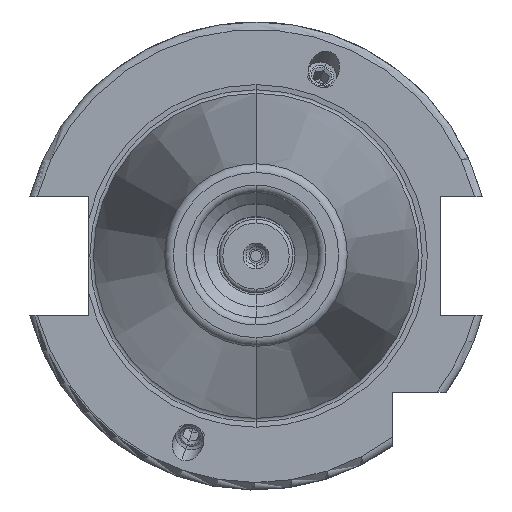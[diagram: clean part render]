
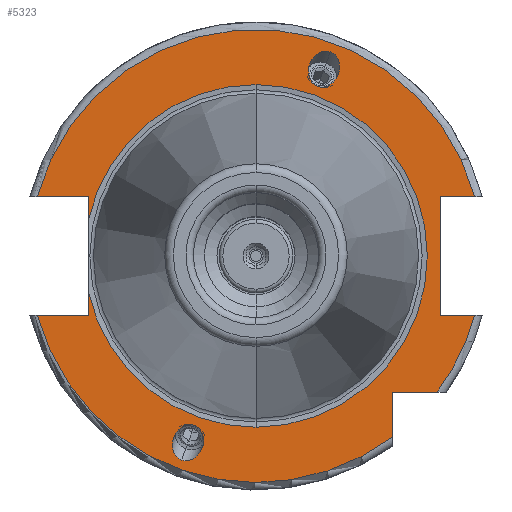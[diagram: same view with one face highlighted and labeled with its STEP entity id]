
A CAD part, top view. The second image highlights one B-rep face of the part: STEP entity #5323.
In plain terms, the highlighted planar face has unit normal (0, 0, 1).
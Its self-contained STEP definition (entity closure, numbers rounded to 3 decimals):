
#364=CARTESIAN_POINT('',(0,0,18.1));
#365=DIRECTION('',(0,0,1));
#366=DIRECTION('',(0,1,0));
#367=AXIS2_PLACEMENT_3D('',#364,#365,#366);
#377=CARTESIAN_POINT('',(0,0,18.1));
#378=DIRECTION('',(0,0,1));
#379=DIRECTION('',(-0.976,-0.22,0));
#380=AXIS2_PLACEMENT_3D('',#377,#378,#379);
#801=CARTESIAN_POINT('',(0,0,18.1));
#802=DIRECTION('',(0,0,1));
#803=DIRECTION('',(0.965,0.262,0));
#804=AXIS2_PLACEMENT_3D('',#801,#802,#803);
#852=CARTESIAN_POINT('',(0,0,18.1));
#853=DIRECTION('',(0,0,1));
#854=DIRECTION('',(-0.965,-0.262,0));
#855=AXIS2_PLACEMENT_3D('',#852,#853,#854);
#868=DIRECTION('',(1,0,0));
#869=VECTOR('',#868,7.004);
#870=CARTESIAN_POINT('',(-29.704,-8.05,18.1));
#871=LINE('',#870,#869);
#872=DIRECTION('',(0,1,0));
#873=VECTOR('',#872,2.939);
#874=CARTESIAN_POINT('',(-22.7,-8.05,18.1));
#875=LINE('',#874,#873);
#876=DIRECTION('',(0,1,0));
#877=VECTOR('',#876,2.939);
#878=CARTESIAN_POINT('',(-22.7,5.111,18.1));
#879=LINE('',#878,#877);
#880=DIRECTION('',(1,0,0));
#881=VECTOR('',#880,7.004);
#882=CARTESIAN_POINT('',(-29.704,8.05,18.1));
#883=LINE('',#882,#881);
#884=DIRECTION('',(-1,0,0));
#885=VECTOR('',#884,4.704);
#886=CARTESIAN_POINT('',(29.704,8.05,18.1));
#887=LINE('',#886,#885);
#888=DIRECTION('',(0,-1,0));
#889=VECTOR('',#888,16.1);
#890=CARTESIAN_POINT('',(25,8.05,18.1));
#891=LINE('',#890,#889);
#892=DIRECTION('',(-1,0,0));
#893=VECTOR('',#892,4.704);
#894=CARTESIAN_POINT('',(29.704,-8.05,18.1));
#895=LINE('',#894,#893);
#896=CARTESIAN_POINT('',(0,0,18.1));
#897=DIRECTION('',(0,0,1));
#898=DIRECTION('',(0.799,-0.601,0));
#899=AXIS2_PLACEMENT_3D('',#896,#897,#898);
#901=DIRECTION('',(-1,0,0));
#902=VECTOR('',#901,6.094);
#903=CARTESIAN_POINT('',(24.594,-18.5,18.1));
#904=LINE('',#903,#902);
#905=DIRECTION('',(0,1,0));
#906=VECTOR('',#905,6.094);
#907=CARTESIAN_POINT('',(18.5,-24.594,18.1));
#908=LINE('',#907,#906);
#909=CARTESIAN_POINT('',(8.379,23.02,18.1));
#910=CARTESIAN_POINT('',(8.152,23.103,18.1));
#911=CARTESIAN_POINT('',(7.698,23.381,18.1));
#912=CARTESIAN_POINT('',(7.208,24.17,18.1));
#913=CARTESIAN_POINT('',(7.094,25.,18.1));
#914=CARTESIAN_POINT('',(7.174,25.641,18.1));
#915=CARTESIAN_POINT('',(7.298,26.077,18.1));
#916=CARTESIAN_POINT('',(7.483,26.49,18.1));
#917=CARTESIAN_POINT('',(7.834,27.033,18.1));
#918=CARTESIAN_POINT('',(8.455,27.594,18.1));
#919=CARTESIAN_POINT('',(9.337,27.884,18.1));
#920=CARTESIAN_POINT('',(9.863,27.806,18.1));
#921=CARTESIAN_POINT('',(10.09,27.723,18.1));
#923=CARTESIAN_POINT('',(10.09,27.723,18.1));
#924=CARTESIAN_POINT('',(10.318,27.641,18.1));
#925=CARTESIAN_POINT('',(10.771,27.362,18.1));
#926=CARTESIAN_POINT('',(11.261,26.573,18.1));
#927=CARTESIAN_POINT('',(11.375,25.744,18.1));
#928=CARTESIAN_POINT('',(11.295,25.103,18.1));
#929=CARTESIAN_POINT('',(11.171,24.667,18.1));
#930=CARTESIAN_POINT('',(10.986,24.253,18.1));
#931=CARTESIAN_POINT('',(10.635,23.711,18.1));
#932=CARTESIAN_POINT('',(10.014,23.149,18.1));
#933=CARTESIAN_POINT('',(9.133,22.859,18.1));
#934=CARTESIAN_POINT('',(8.606,22.937,18.1));
#935=CARTESIAN_POINT('',(8.379,23.02,18.1));
#937=CARTESIAN_POINT('',(-8.379,-23.02,18.1));
#938=CARTESIAN_POINT('',(-8.606,-22.937,18.1));
#939=CARTESIAN_POINT('',(-9.133,-22.859,18.1));
#940=CARTESIAN_POINT('',(-10.014,-23.149,18.1));
#941=CARTESIAN_POINT('',(-10.635,-23.711,18.1));
#942=CARTESIAN_POINT('',(-10.986,-24.253,18.1));
#943=CARTESIAN_POINT('',(-11.171,-24.667,18.1));
#944=CARTESIAN_POINT('',(-11.295,-25.103,18.1));
#945=CARTESIAN_POINT('',(-11.375,-25.744,18.1));
#946=CARTESIAN_POINT('',(-11.261,-26.573,18.1));
#947=CARTESIAN_POINT('',(-10.771,-27.362,18.1));
#948=CARTESIAN_POINT('',(-10.318,-27.641,18.1));
#949=CARTESIAN_POINT('',(-10.09,-27.723,18.1));
#951=CARTESIAN_POINT('',(-10.09,-27.723,18.1));
#952=CARTESIAN_POINT('',(-9.863,-27.806,18.1));
#953=CARTESIAN_POINT('',(-9.337,-27.884,18.1));
#954=CARTESIAN_POINT('',(-8.455,-27.594,18.1));
#955=CARTESIAN_POINT('',(-7.834,-27.033,18.1));
#956=CARTESIAN_POINT('',(-7.483,-26.49,18.1));
#957=CARTESIAN_POINT('',(-7.298,-26.077,18.1));
#958=CARTESIAN_POINT('',(-7.174,-25.641,18.1));
#959=CARTESIAN_POINT('',(-7.094,-25.,18.1));
#960=CARTESIAN_POINT('',(-7.208,-24.17,18.1));
#961=CARTESIAN_POINT('',(-7.698,-23.381,18.1));
#962=CARTESIAN_POINT('',(-8.152,-23.103,18.1));
#963=CARTESIAN_POINT('',(-8.379,-23.02,18.1));
#965=CARTESIAN_POINT('',(0,0,18.1));
#966=DIRECTION('',(0,0,-1));
#967=DIRECTION('',(0,1,0));
#968=AXIS2_PLACEMENT_3D('',#965,#966,#967);
#3690=CARTESIAN_POINT('',(-29.704,-8.05,18.1));
#3691=CARTESIAN_POINT('',(-22.7,-8.05,18.1));
#3692=VERTEX_POINT('',#3690);
#3693=VERTEX_POINT('',#3691);
#3694=CARTESIAN_POINT('',(-22.7,-5.111,18.1));
#3695=VERTEX_POINT('',#3694);
#3696=CARTESIAN_POINT('',(-22.7,5.111,18.1));
#3697=CARTESIAN_POINT('',(-22.7,8.05,18.1));
#3698=VERTEX_POINT('',#3696);
#3699=VERTEX_POINT('',#3697);
#3700=CARTESIAN_POINT('',(-29.704,8.05,18.1));
#3701=VERTEX_POINT('',#3700);
#3702=CARTESIAN_POINT('',(25,8.05,18.1));
#3703=CARTESIAN_POINT('',(25,-8.05,18.1));
#3704=VERTEX_POINT('',#3702);
#3705=VERTEX_POINT('',#3703);
#3706=CARTESIAN_POINT('',(29.704,-8.05,18.1));
#3707=VERTEX_POINT('',#3706);
#3708=CARTESIAN_POINT('',(29.704,8.05,18.1));
#3709=VERTEX_POINT('',#3708);
#3710=CARTESIAN_POINT('',(18.5,-24.594,18.1));
#3711=CARTESIAN_POINT('',(18.5,-18.5,18.1));
#3712=VERTEX_POINT('',#3710);
#3713=VERTEX_POINT('',#3711);
#3714=CARTESIAN_POINT('',(24.594,-18.5,18.1));
#3715=VERTEX_POINT('',#3714);
#3762=CARTESIAN_POINT('',(0,23.268,18.1));
#3763=VERTEX_POINT('',#3762);
#3764=CARTESIAN_POINT('',(0,-23.268,18.1));
#3765=VERTEX_POINT('',#3764);
#3806=CARTESIAN_POINT('',(8.379,23.02,18.1));
#3808=VERTEX_POINT('',#3806);
#3814=VERTEX_POINT('',#921);
#3835=CARTESIAN_POINT('',(-8.379,-23.02,18.1));
#3837=VERTEX_POINT('',#3835);
#3843=CARTESIAN_POINT('',(-10.09,-27.723,18.1));
#3844=VERTEX_POINT('',#3843);
#5285=CARTESIAN_POINT('',(0,0,18.1));
#5286=DIRECTION('',(0,0,-1));
#5287=DIRECTION('',(0,-1,0));
#5288=AXIS2_PLACEMENT_3D('',#5285,#5286,#5287);
#5289=PLANE('',#5288);
#5290=ORIENTED_EDGE('',*,*,#4803,.T.);
#5291=ORIENTED_EDGE('',*,*,#4714,.T.);
#5292=ORIENTED_EDGE('',*,*,#4697,.T.);
#5294=ORIENTED_EDGE('',*,*,#5293,.F.);
#5295=ORIENTED_EDGE('',*,*,#4690,.T.);
#5296=ORIENTED_EDGE('',*,*,#4711,.T.);
#5297=ORIENTED_EDGE('',*,*,#5215,.F.);
#5298=ORIENTED_EDGE('',*,*,#5262,.F.);
#5300=ORIENTED_EDGE('',*,*,#5299,.T.);
#5302=ORIENTED_EDGE('',*,*,#5301,.T.);
#5303=ORIENTED_EDGE('',*,*,#4873,.F.);
#5304=ORIENTED_EDGE('',*,*,#5252,.F.);
#5305=ORIENTED_EDGE('',*,*,#5157,.T.);
#5307=ORIENTED_EDGE('',*,*,#5306,.F.);
#5308=ORIENTED_EDGE('',*,*,#5278,.F.);
#5309=EDGE_LOOP('',(#5290,#5291,#5292,#5294,#5295,#5296,#5297,#5298,#5300,#5302,
#5303,#5304,#5305,#5307,#5308));
#5310=FACE_OUTER_BOUND('',#5309,.F.);
#5312=ORIENTED_EDGE('',*,*,#5311,.F.);
#5314=ORIENTED_EDGE('',*,*,#5313,.F.);
#5315=EDGE_LOOP('',(#5312,#5314));
#5316=FACE_BOUND('',#5315,.F.);
#5318=ORIENTED_EDGE('',*,*,#5317,.T.);
#5320=ORIENTED_EDGE('',*,*,#5319,.T.);
#5321=EDGE_LOOP('',(#5318,#5320));
#5322=FACE_BOUND('',#5321,.F.);
#5323=ADVANCED_FACE('',(#5310,#5316,#5322),#5289,.F.);
#368=CIRCLE('',#367,23.268);
#381=CIRCLE('',#380,23.268);
#805=CIRCLE('',#804,30.775);
#856=CIRCLE('',#855,30.775);
#900=CIRCLE('',#899,30.775);
#922=B_SPLINE_CURVE_WITH_KNOTS('',3,(#909,#910,#911,#912,#913,#914,#915,#916,
#917,#918,#919,#920,#921),.UNSPECIFIED.,.F.,.F.,(4,1,1,1,1,1,1,1,1,1,4),(0,
0.125,0.25,0.375,0.438,0.5,0.563,0.625,0.75,0.875,1),
.UNSPECIFIED.);
#936=B_SPLINE_CURVE_WITH_KNOTS('',3,(#923,#924,#925,#926,#927,#928,#929,#930,
#931,#932,#933,#934,#935),.UNSPECIFIED.,.F.,.F.,(4,1,1,1,1,1,1,1,1,1,4),(0,
0.125,0.25,0.375,0.438,0.5,0.563,0.625,0.75,0.875,1),
.UNSPECIFIED.);
#950=B_SPLINE_CURVE_WITH_KNOTS('',3,(#937,#938,#939,#940,#941,#942,#943,#944,
#945,#946,#947,#948,#949),.UNSPECIFIED.,.F.,.F.,(4,1,1,1,1,1,1,1,1,1,4),(0,
0.125,0.25,0.375,0.438,0.5,0.563,0.625,0.75,0.875,1),
.UNSPECIFIED.);
#964=B_SPLINE_CURVE_WITH_KNOTS('',3,(#951,#952,#953,#954,#955,#956,#957,#958,
#959,#960,#961,#962,#963),.UNSPECIFIED.,.F.,.F.,(4,1,1,1,1,1,1,1,1,1,4),(0,
0.125,0.25,0.375,0.438,0.5,0.563,0.625,0.75,0.875,1),
.UNSPECIFIED.);
#969=CIRCLE('',#968,23.268);
#4690=EDGE_CURVE('',#3763,#3698,#368,.T.);
#4697=EDGE_CURVE('',#3695,#3765,#381,.T.);
#4711=EDGE_CURVE('',#3698,#3699,#879,.T.);
#4714=EDGE_CURVE('',#3693,#3695,#875,.T.);
#4803=EDGE_CURVE('',#3692,#3693,#871,.T.);
#4873=EDGE_CURVE('',#3707,#3705,#895,.T.);
#5157=EDGE_CURVE('',#3715,#3713,#904,.T.);
#5215=EDGE_CURVE('',#3701,#3699,#883,.T.);
#5252=EDGE_CURVE('',#3715,#3707,#900,.T.);
#5262=EDGE_CURVE('',#3709,#3701,#805,.T.);
#5278=EDGE_CURVE('',#3692,#3712,#856,.T.);
#5293=EDGE_CURVE('',#3763,#3765,#969,.T.);
#5299=EDGE_CURVE('',#3709,#3704,#887,.T.);
#5301=EDGE_CURVE('',#3704,#3705,#891,.T.);
#5306=EDGE_CURVE('',#3712,#3713,#908,.T.);
#5311=EDGE_CURVE('',#3808,#3814,#922,.T.);
#5313=EDGE_CURVE('',#3814,#3808,#936,.T.);
#5317=EDGE_CURVE('',#3837,#3844,#950,.T.);
#5319=EDGE_CURVE('',#3844,#3837,#964,.T.);
